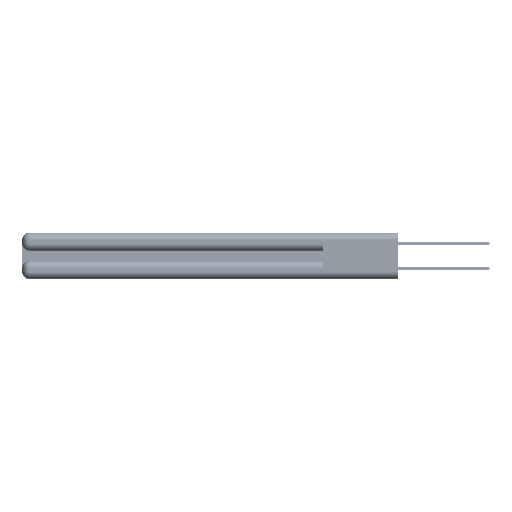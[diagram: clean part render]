
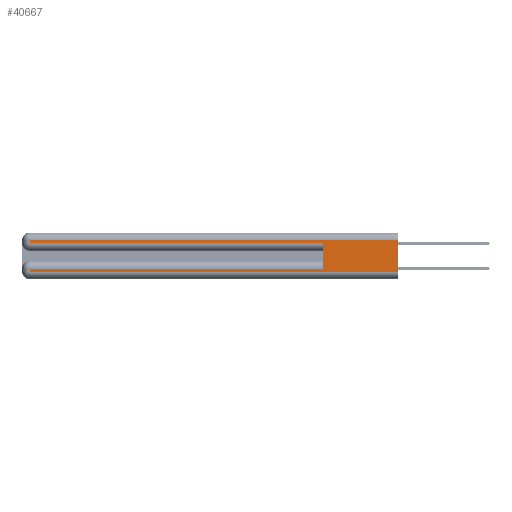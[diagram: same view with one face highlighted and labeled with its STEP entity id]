
A CAD part, left-side view. The second image highlights one B-rep face of the part: STEP entity #40667.
In plain terms, the highlighted planar face has unit normal (-1, 0, 0).
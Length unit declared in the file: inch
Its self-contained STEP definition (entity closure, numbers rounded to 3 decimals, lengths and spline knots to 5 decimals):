
#2028 = VERTEX_POINT ( 'NONE', #15356 ) ;
#3840 = CARTESIAN_POINT ( 'NONE',  ( 0., 0., 0.31 ) ) ;
#4591 = FACE_OUTER_BOUND ( 'NONE', #28463, .T. ) ;
#4938 = CARTESIAN_POINT ( 'NONE',  ( 0., 0.6, 0.145 ) ) ;
#5633 = EDGE_CURVE ( 'NONE', #35116, #45293, #6608, .T. ) ;
#5827 = CARTESIAN_POINT ( 'NONE',  ( 0., 0., 0.06 ) ) ;
#6608 = LINE ( 'NONE', #3840, #18049 ) ;
#10557 = ORIENTED_EDGE ( 'NONE', *, *, #36564, .T. ) ;
#11197 = DIRECTION ( 'NONE',  ( 0., -1., 0. ) ) ;
#13900 = ORIENTED_EDGE ( 'NONE', *, *, #47430, .T. ) ;
#14479 = CARTESIAN_POINT ( 'NONE',  ( 0., 2.94, 0.37 ) ) ;
#15356 = CARTESIAN_POINT ( 'NONE',  ( 0., 2.94, 0.285 ) ) ;
#15727 = EDGE_CURVE ( 'NONE', #24109, #24319, #39175, .T. ) ;
#16472 = EDGE_CURVE ( 'NONE', #24109, #46157, #50841, .T. ) ;
#17267 = VERTEX_POINT ( 'NONE', #5827 ) ;
#18049 = VECTOR ( 'NONE', #33672, 39.37008 ) ;
#19655 = CARTESIAN_POINT ( 'NONE',  ( 0., 0., 0.06 ) ) ;
#20414 = EDGE_CURVE ( 'NONE', #24319, #35417, #50510, .T. ) ;
#21258 = CARTESIAN_POINT ( 'NONE',  ( 0., 0.6, 0.085 ) ) ;
#23954 = EDGE_CURVE ( 'NONE', #45293, #2028, #26340, .T. ) ;
#24109 = VERTEX_POINT ( 'NONE', #21258 ) ;
#24319 = VERTEX_POINT ( 'NONE', #35192 ) ;
#25398 = CARTESIAN_POINT ( 'NONE',  ( 0., 2.94, 0.31 ) ) ;
#25573 = CARTESIAN_POINT ( 'NONE',  ( 0., 0., 0.37 ) ) ;
#25738 = EDGE_CURVE ( 'NONE', #35116, #17267, #49711, .T. ) ;
#25984 = CARTESIAN_POINT ( 'NONE',  ( 0., 0., 0.285 ) ) ;
#26340 = LINE ( 'NONE', #41272, #34845 ) ;
#26524 = ORIENTED_EDGE ( 'NONE', *, *, #16472, .F. ) ;
#27267 = DIRECTION ( 'NONE',  ( 0., 0., -1. ) ) ;
#27282 = VECTOR ( 'NONE', #51342, 39.37008 ) ;
#28026 = VECTOR ( 'NONE', #50714, 39.37008 ) ;
#28463 = EDGE_LOOP ( 'NONE', ( #28473, #53324, #54621, #13900, #26524, #38995, #31766, #10557 ) ) ;
#28473 = ORIENTED_EDGE ( 'NONE', *, *, #25738, .F. ) ;
#29773 = DIRECTION ( 'NONE',  ( 0., 0., -1. ) ) ;
#30195 = DIRECTION ( 'NONE',  ( 0., -1., 0. ) ) ;
#31766 = ORIENTED_EDGE ( 'NONE', *, *, #20414, .T. ) ;
#33672 = DIRECTION ( 'NONE',  ( 0., 1., 0. ) ) ;
#33902 = CARTESIAN_POINT ( 'NONE',  ( 0., 0., 0.085 ) ) ;
#34845 = VECTOR ( 'NONE', #53850, 39.37008 ) ;
#35116 = VERTEX_POINT ( 'NONE', #44361 ) ;
#35192 = CARTESIAN_POINT ( 'NONE',  ( 0., 2.94, 0.085 ) ) ;
#35417 = VERTEX_POINT ( 'NONE', #42158 ) ;
#35649 = LINE ( 'NONE', #25984, #45466 ) ;
#36564 = EDGE_CURVE ( 'NONE', #35417, #17267, #42179, .T. ) ;
#37272 = VECTOR ( 'NONE', #45384, 39.37008 ) ;
#38995 = ORIENTED_EDGE ( 'NONE', *, *, #15727, .T. ) ;
#39175 = LINE ( 'NONE', #33902, #28026 ) ;
#40667 = ADVANCED_FACE ( 'NONE', ( #4591 ), #42247, .F. ) ;
#40851 = VECTOR ( 'NONE', #11197, 39.37008 ) ;
#41272 = CARTESIAN_POINT ( 'NONE',  ( 0., 2.94, 0.37 ) ) ;
#42089 = AXIS2_PLACEMENT_3D ( 'NONE', #25573, #54797, #29773 ) ;
#42158 = CARTESIAN_POINT ( 'NONE',  ( 0., 2.94, 0.06 ) ) ;
#42179 = LINE ( 'NONE', #19655, #40851 ) ;
#42247 = PLANE ( 'NONE',  #42089 ) ;
#44361 = CARTESIAN_POINT ( 'NONE',  ( 0., 0., 0.31 ) ) ;
#45293 = VERTEX_POINT ( 'NONE', #25398 ) ;
#45384 = DIRECTION ( 'NONE',  ( 0., 0., -1. ) ) ;
#45466 = VECTOR ( 'NONE', #30195, 39.37008 ) ;
#46157 = VERTEX_POINT ( 'NONE', #53087 ) ;
#47430 = EDGE_CURVE ( 'NONE', #2028, #46157, #35649, .T. ) ;
#49189 = VECTOR ( 'NONE', #27267, 39.37008 ) ;
#49596 = CARTESIAN_POINT ( 'NONE',  ( 0., 0., 0.37 ) ) ;
#49711 = LINE ( 'NONE', #49596, #37272 ) ;
#50510 = LINE ( 'NONE', #14479, #49189 ) ;
#50714 = DIRECTION ( 'NONE',  ( 0., 1., 0. ) ) ;
#50841 = LINE ( 'NONE', #4938, #27282 ) ;
#51342 = DIRECTION ( 'NONE',  ( 0., 0., 1. ) ) ;
#53087 = CARTESIAN_POINT ( 'NONE',  ( 0., 0.6, 0.285 ) ) ;
#53324 = ORIENTED_EDGE ( 'NONE', *, *, #5633, .T. ) ;
#53850 = DIRECTION ( 'NONE',  ( 0., 0., -1. ) ) ;
#54621 = ORIENTED_EDGE ( 'NONE', *, *, #23954, .T. ) ;
#54797 = DIRECTION ( 'NONE',  ( 1., 0., 0. ) ) ;
